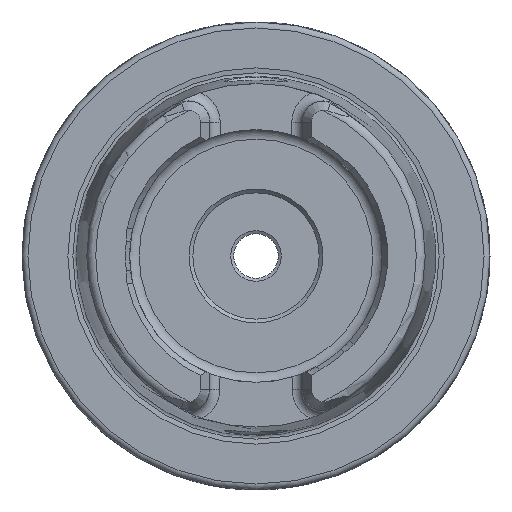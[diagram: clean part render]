
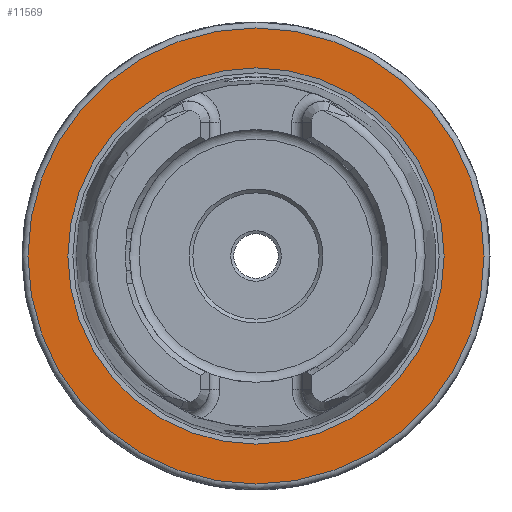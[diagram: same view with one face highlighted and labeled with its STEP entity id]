
A CAD part, left-side view. The second image highlights one B-rep face of the part: STEP entity #11569.
In plain terms, the highlighted planar face has unit normal (-1, 0, 0).
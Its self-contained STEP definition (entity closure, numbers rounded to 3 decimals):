
#826 = CIRCLE ( 'NONE', #7552, 25.324 ) ;
#913 = EDGE_LOOP ( 'NONE', ( #5584 ) ) ;
#1395 = FACE_OUTER_BOUND ( 'NONE', #8078, .T. ) ;
#1576 = AXIS2_PLACEMENT_3D ( 'NONE', #7524, #8560, #3463 ) ;
#2162 = VERTEX_POINT ( 'NONE', #12833 ) ;
#2549 = ORIENTED_EDGE ( 'NONE', *, *, #2983, .T. ) ;
#2983 = EDGE_CURVE ( 'NONE', #2162, #2162, #4882, .T. ) ;
#3463 = DIRECTION ( 'NONE',  ( 0., 0., 1. ) ) ;
#3726 = CARTESIAN_POINT ( 'NONE',  ( 0., 0., 25.324 ) ) ;
#4482 = AXIS2_PLACEMENT_3D ( 'NONE', #4705, #5715, #6810 ) ;
#4705 = CARTESIAN_POINT ( 'NONE',  ( 0., 30.7, 0. ) ) ;
#4748 = VERTEX_POINT ( 'NONE', #3726 ) ;
#4785 = PLANE ( 'NONE',  #4482 ) ;
#4882 = CIRCLE ( 'NONE', #1576, 30.7 ) ;
#5079 = DIRECTION ( 'NONE',  ( 0., 0., 1. ) ) ;
#5584 = ORIENTED_EDGE ( 'NONE', *, *, #8995, .F. ) ;
#5715 = DIRECTION ( 'NONE',  ( 1., 0., 0. ) ) ;
#6810 = DIRECTION ( 'NONE',  ( 0., 0., -1. ) ) ;
#7524 = CARTESIAN_POINT ( 'NONE',  ( 0., 0., 0. ) ) ;
#7552 = AXIS2_PLACEMENT_3D ( 'NONE', #10117, #10170, #5079 ) ;
#8078 = EDGE_LOOP ( 'NONE', ( #2549 ) ) ;
#8560 = DIRECTION ( 'NONE',  ( -1., 0., 0. ) ) ;
#8662 = FACE_BOUND ( 'NONE', #913, .T. ) ;
#8995 = EDGE_CURVE ( 'NONE', #4748, #4748, #826, .T. ) ;
#10117 = CARTESIAN_POINT ( 'NONE',  ( 0., 0., 0. ) ) ;
#10170 = DIRECTION ( 'NONE',  ( -1., 0., 0. ) ) ;
#11569 = ADVANCED_FACE ( 'NONE', ( #8662, #1395 ), #4785, .F. ) ;
#12833 = CARTESIAN_POINT ( 'NONE',  ( 0., 0., 30.7 ) ) ;
